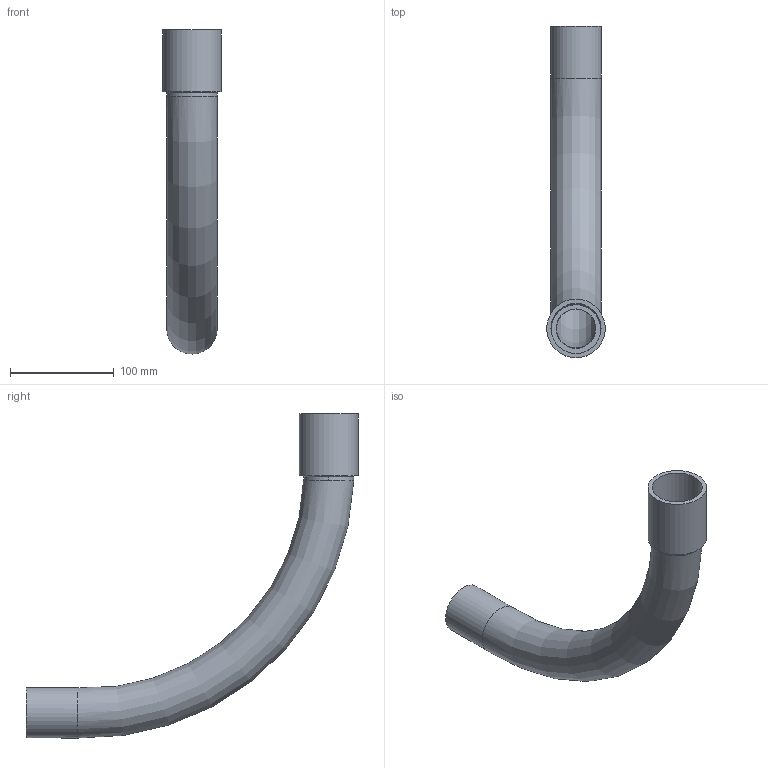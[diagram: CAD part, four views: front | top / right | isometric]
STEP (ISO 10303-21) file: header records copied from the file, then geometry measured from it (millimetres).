
FILE_DESCRIPTION(('FreeCAD Model'),'2;1');
FILE_NAME('Open CASCADE Shape Model','2023-08-19T15:06:26',('Author'),( ''),'Open CASCADE STEP processor 7.5','FreeCAD','Unknown');
FILE_SCHEMA(('AUTOMOTIVE_DESIGN { 1 0 10303 214 1 1 1 1 }'));
Length unit declared in the file: millimetre
Products named in the file (1): Body
Bounding box: 56.6 x 320.65 x 313.05 mm (x, y, z)
Volume: 343711 mm3; surface area: 136938.3 mm2
Topology: 1 solids, 1 shells, 18 faces, 35 edges, 21 vertices
Faces by surface type: cylinder 6, plane 5, revolution 4, cone 3
Full cylindrical faces by diameter (mm): 38.1 x1, 48.38 x1, 48.57 x2, 56.6 x1
Entity records: 1185 total; most frequent: CARTESIAN_POINT 421, DIRECTION 146, ORIENTED_EDGE 70, PCURVE 70, DEFINITIONAL_REPRESENTATION 70, LINE 52, VECTOR 52, AXIS2_PLACEMENT_3D 41
